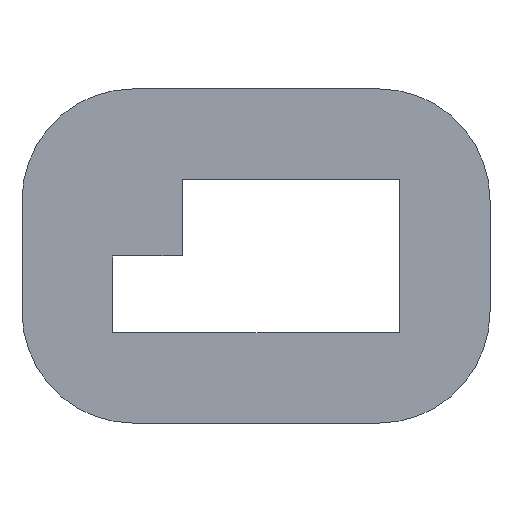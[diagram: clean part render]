
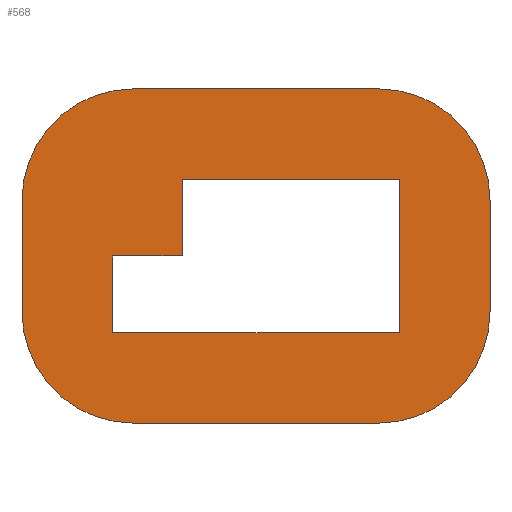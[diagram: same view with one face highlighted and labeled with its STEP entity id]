
A CAD part, front view. The second image highlights one B-rep face of the part: STEP entity #568.
In plain terms, the highlighted planar face has unit normal (0, -1, 0).
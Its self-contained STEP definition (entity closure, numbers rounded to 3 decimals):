
#15=FACE_BOUND('',#80,.T.);
#21=CIRCLE('',#620,4.);
#22=CIRCLE('',#622,4.);
#23=CIRCLE('',#623,4.);
#24=CIRCLE('',#624,4.);
#48=FACE_OUTER_BOUND('',#79,.T.);
#79=EDGE_LOOP('',(#433,#434,#435,#436,#437,#438,#439,#440));
#80=EDGE_LOOP('',(#441,#442,#443,#444,#445,#446));
#137=LINE('',#879,#207);
#138=LINE('',#883,#208);
#139=LINE('',#887,#209);
#140=LINE('',#890,#210);
#141=LINE('',#893,#211);
#142=LINE('',#895,#212);
#143=LINE('',#897,#213);
#144=LINE('',#899,#214);
#145=LINE('',#901,#215);
#146=LINE('',#902,#216);
#207=VECTOR('',#720,10.);
#208=VECTOR('',#723,10.);
#209=VECTOR('',#726,10.);
#210=VECTOR('',#729,10.);
#211=VECTOR('',#730,10.);
#212=VECTOR('',#731,10.);
#213=VECTOR('',#732,10.);
#214=VECTOR('',#733,10.);
#215=VECTOR('',#734,10.);
#216=VECTOR('',#735,10.);
#265=VERTEX_POINT('',#872);
#266=VERTEX_POINT('',#874);
#267=VERTEX_POINT('',#878);
#268=VERTEX_POINT('',#880);
#269=VERTEX_POINT('',#882);
#270=VERTEX_POINT('',#884);
#271=VERTEX_POINT('',#886);
#272=VERTEX_POINT('',#888);
#273=VERTEX_POINT('',#891);
#274=VERTEX_POINT('',#892);
#275=VERTEX_POINT('',#894);
#276=VERTEX_POINT('',#896);
#277=VERTEX_POINT('',#898);
#278=VERTEX_POINT('',#900);
#329=EDGE_CURVE('',#265,#266,#21,.T.);
#331=EDGE_CURVE('',#267,#265,#137,.T.);
#332=EDGE_CURVE('',#268,#267,#22,.T.);
#333=EDGE_CURVE('',#269,#268,#138,.T.);
#334=EDGE_CURVE('',#270,#269,#23,.T.);
#335=EDGE_CURVE('',#271,#270,#139,.T.);
#336=EDGE_CURVE('',#272,#271,#24,.T.);
#337=EDGE_CURVE('',#266,#272,#140,.T.);
#338=EDGE_CURVE('',#273,#274,#141,.T.);
#339=EDGE_CURVE('',#275,#273,#142,.T.);
#340=EDGE_CURVE('',#276,#275,#143,.T.);
#341=EDGE_CURVE('',#277,#276,#144,.T.);
#342=EDGE_CURVE('',#278,#277,#145,.T.);
#343=EDGE_CURVE('',#274,#278,#146,.T.);
#433=ORIENTED_EDGE('',*,*,#329,.F.);
#434=ORIENTED_EDGE('',*,*,#331,.F.);
#435=ORIENTED_EDGE('',*,*,#332,.F.);
#436=ORIENTED_EDGE('',*,*,#333,.F.);
#437=ORIENTED_EDGE('',*,*,#334,.F.);
#438=ORIENTED_EDGE('',*,*,#335,.F.);
#439=ORIENTED_EDGE('',*,*,#336,.F.);
#440=ORIENTED_EDGE('',*,*,#337,.F.);
#441=ORIENTED_EDGE('',*,*,#338,.F.);
#442=ORIENTED_EDGE('',*,*,#339,.F.);
#443=ORIENTED_EDGE('',*,*,#340,.F.);
#444=ORIENTED_EDGE('',*,*,#341,.F.);
#445=ORIENTED_EDGE('',*,*,#342,.F.);
#446=ORIENTED_EDGE('',*,*,#343,.F.);
#540=PLANE('',#621);
#568=ADVANCED_FACE('',(#48,#15),#540,.F.);
#620=AXIS2_PLACEMENT_3D('',#875,#715,#716);
#621=AXIS2_PLACEMENT_3D('',#877,#718,#719);
#622=AXIS2_PLACEMENT_3D('',#881,#721,#722);
#623=AXIS2_PLACEMENT_3D('',#885,#724,#725);
#624=AXIS2_PLACEMENT_3D('',#889,#727,#728);
#715=DIRECTION('center_axis',(0.,1.,0.));
#716=DIRECTION('ref_axis',(-0.707,0.,0.707));
#718=DIRECTION('center_axis',(0.,1.,0.));
#719=DIRECTION('ref_axis',(0.,0.,1.));
#720=DIRECTION('',(0.,0.,1.));
#721=DIRECTION('center_axis',(0.,1.,0.));
#722=DIRECTION('ref_axis',(-0.707,0.,-0.707));
#723=DIRECTION('',(-1.,0.,0.));
#724=DIRECTION('center_axis',(0.,1.,0.));
#725=DIRECTION('ref_axis',(0.707,0.,-0.707));
#726=DIRECTION('',(0.,0.,-1.));
#727=DIRECTION('center_axis',(0.,1.,0.));
#728=DIRECTION('ref_axis',(0.707,0.,0.707));
#729=DIRECTION('',(1.,0.,0.));
#730=DIRECTION('',(-1.,0.,0.));
#731=DIRECTION('',(0.,0.,1.));
#732=DIRECTION('',(1.,0.,0.));
#733=DIRECTION('',(0.,0.,-1.));
#734=DIRECTION('',(-1.,0.,0.));
#735=DIRECTION('',(0.,0.,-1.));
#872=CARTESIAN_POINT('',(-8.4,0.,2.));
#874=CARTESIAN_POINT('',(-4.4,0.,6.));
#875=CARTESIAN_POINT('Origin',(-4.4,0.,2.));
#877=CARTESIAN_POINT('Origin',(0.,0.,0.));
#878=CARTESIAN_POINT('',(-8.4,0.,-2.));
#879=CARTESIAN_POINT('',(-8.4,0.,-6.));
#880=CARTESIAN_POINT('',(-4.4,0.,-6.));
#881=CARTESIAN_POINT('Origin',(-4.4,0.,-2.));
#882=CARTESIAN_POINT('',(4.4,0.,-6.));
#883=CARTESIAN_POINT('',(8.4,0.,-6.));
#884=CARTESIAN_POINT('',(8.4,0.,-2.));
#885=CARTESIAN_POINT('Origin',(4.4,0.,-2.));
#886=CARTESIAN_POINT('',(8.4,0.,2.));
#887=CARTESIAN_POINT('',(8.4,0.,6.));
#888=CARTESIAN_POINT('',(4.4,0.,6.));
#889=CARTESIAN_POINT('Origin',(4.4,0.,2.));
#890=CARTESIAN_POINT('',(-8.4,0.,6.));
#891=CARTESIAN_POINT('',(5.15,0.,2.75));
#892=CARTESIAN_POINT('',(-2.65,0.,2.75));
#893=CARTESIAN_POINT('',(5.15,0.,2.75));
#894=CARTESIAN_POINT('',(5.15,0.,-2.75));
#895=CARTESIAN_POINT('',(5.15,0.,-2.75));
#896=CARTESIAN_POINT('',(-5.15,0.,-2.75));
#897=CARTESIAN_POINT('',(-5.15,0.,-2.75));
#898=CARTESIAN_POINT('',(-5.15,0.,0.));
#899=CARTESIAN_POINT('',(-5.15,0.,0.));
#900=CARTESIAN_POINT('',(-2.65,0.,0.));
#901=CARTESIAN_POINT('',(-2.65,0.,0.));
#902=CARTESIAN_POINT('',(-2.65,0.,2.75));
